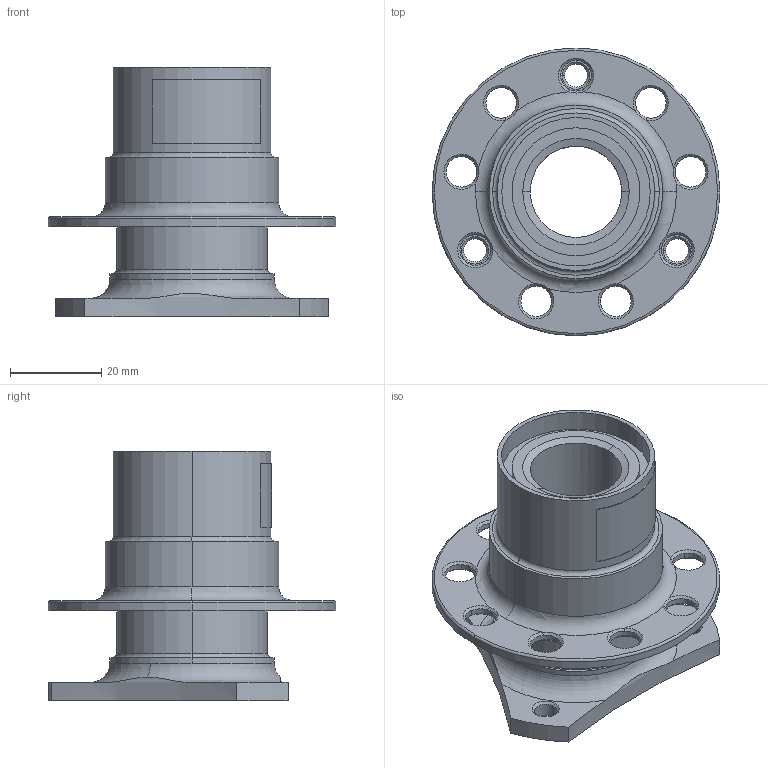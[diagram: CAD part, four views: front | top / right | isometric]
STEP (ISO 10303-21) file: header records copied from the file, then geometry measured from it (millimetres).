
FILE_DESCRIPTION((''),'2;1');
FILE_NAME('QUICK_RELEASE_MECHANISM','2011-11-19T',('Xazopaido'),(''),'PRO/ENGINEER BY PARAMETRIC TECHNOLOGY CORPORATION, 2010480','PRO/ENGINEER BY PARAMETRIC TECHNOLOGY CORPORATION, 2010480','');
FILE_SCHEMA(('CONFIG_CONTROL_DESIGN'));
Length unit declared in the file: millimetre
Products named in the file (1): QUICK_RELEASE_MECHANISM
Bounding box: 63 x 63 x 54.6 mm (x, y, z)
Volume: 39880.4 mm3; surface area: 19026.2 mm2
Topology: 1 solids, 1 shells, 272 faces, 722 edges, 452 vertices
Faces by surface type: plane 129, cylinder 79, cone 45, torus 10, bspline 9
Entity records: 8888 total; most frequent: CARTESIAN_POINT 2020, ORIENTED_EDGE 1444, DIRECTION 1440, EDGE_CURVE 722, AXIS2_PLACEMENT_3D 538, VERTEX_POINT 452, VECTOR 364, LINE 364
